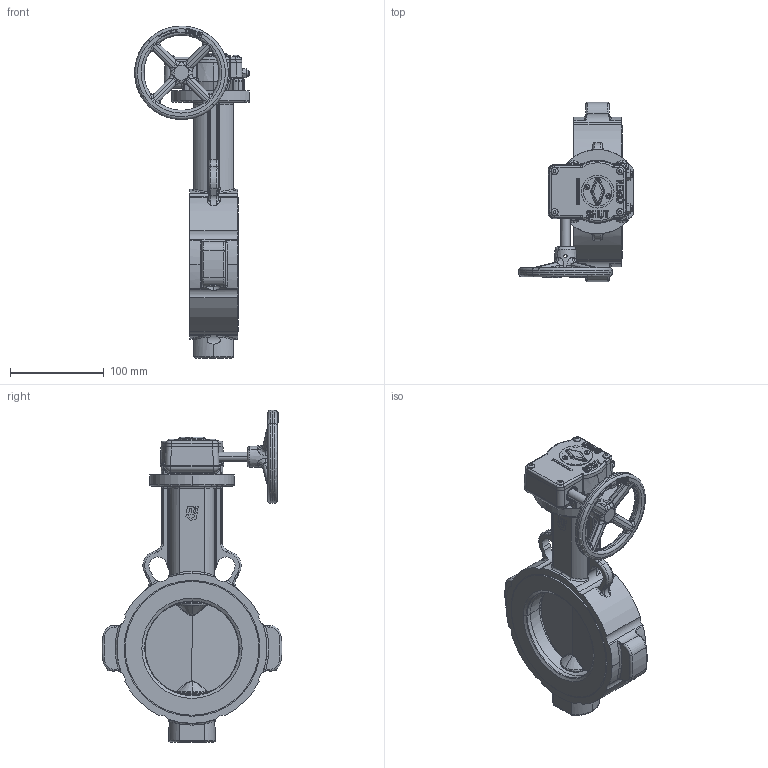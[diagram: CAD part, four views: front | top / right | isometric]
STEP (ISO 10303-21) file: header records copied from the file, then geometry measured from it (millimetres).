
FILE_DESCRIPTION(('HOOPS Exchange Step'),'2;1');
FILE_NAME('AK09_DN100_PN10-16_ansi150_jis10k_Handgetriebe.stp','2025-10-06T11:13:49+02:00',('nieru'),('Unknown organisation'),'HOOPS Exchange 2024.2','HOOPS Exchange','Unknown authorisation');
FILE_SCHEMA( ('AP203_CONFIGURATION_CONTROLLED_3D_DESIGN_OF_MECHANICAL_PARTS_AND_ASSEMBLIES_MIM_LF') );
Length unit declared in the file: millimetre
Products named in the file (3): 0; root
Assembly tree (2 placements, depth 3):
  root
    0
      0
Bounding box: 122.22 x 191.76 x 354.38 mm (x, y, z)
Volume: 1193681.4 mm3; surface area: 192634.5 mm2
Topology: 3 solids, 23 shells, 2205 faces, 5569 edges, 3297 vertices
Faces by surface type: cylinder 627, plane 468, bspline 384, cone 305, torus 281, sphere 140
Entity records: 169305 total; most frequent: CARTESIAN_POINT 123218, ORIENTED_EDGE 10800, DIRECTION 7347, EDGE_CURVE 5400, VERTEX_POINT 3297, AXIS2_PLACEMENT_3D 3042, B_SPLINE_CURVE_WITH_KNOTS 2594, EDGE_LOOP 2315
